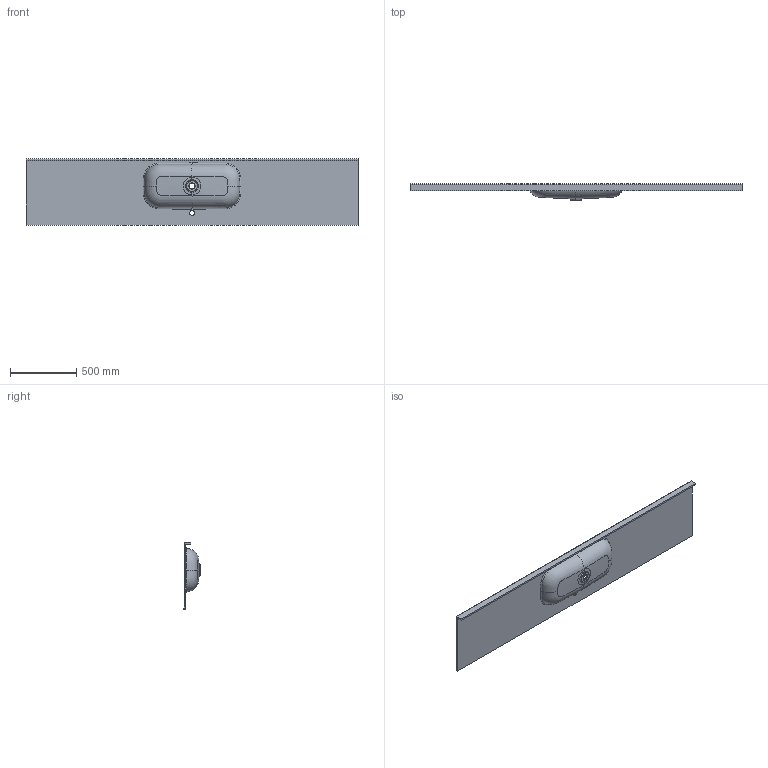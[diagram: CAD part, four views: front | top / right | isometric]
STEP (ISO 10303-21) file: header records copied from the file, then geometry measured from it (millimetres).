
FILE_DESCRIPTION (( 'STEP AP203' ), '1' );
FILE_NAME ('CALI70-M203.STEP', '2022-01-19T15:39:52', ( '' ), ( '' ), 'SwSTEP 2.0', 'SolidWorks 2020', '' );
FILE_SCHEMA (( 'CONFIG_CONTROL_DESIGN' ));
Products named in the file (1): CALI70-M203
Bounding box: 2500 x 127.62 x 500 mm (x, y, z)
Volume: 17343833.2 mm3; surface area: 2948431.3 mm2
Topology: 1 solids, 1 shells, 59 faces, 156 edges, 100 vertices
Faces by surface type: bspline 59
Entity records: 120752 total; most frequent: CARTESIAN_POINT 119783, ORIENTED_EDGE 312, EDGE_CURVE 156, B_SPLINE_CURVE_WITH_KNOTS 112, VERTEX_POINT 100, EDGE_LOOP 64, FACE_OUTER_BOUND 59, ADVANCED_FACE 59
